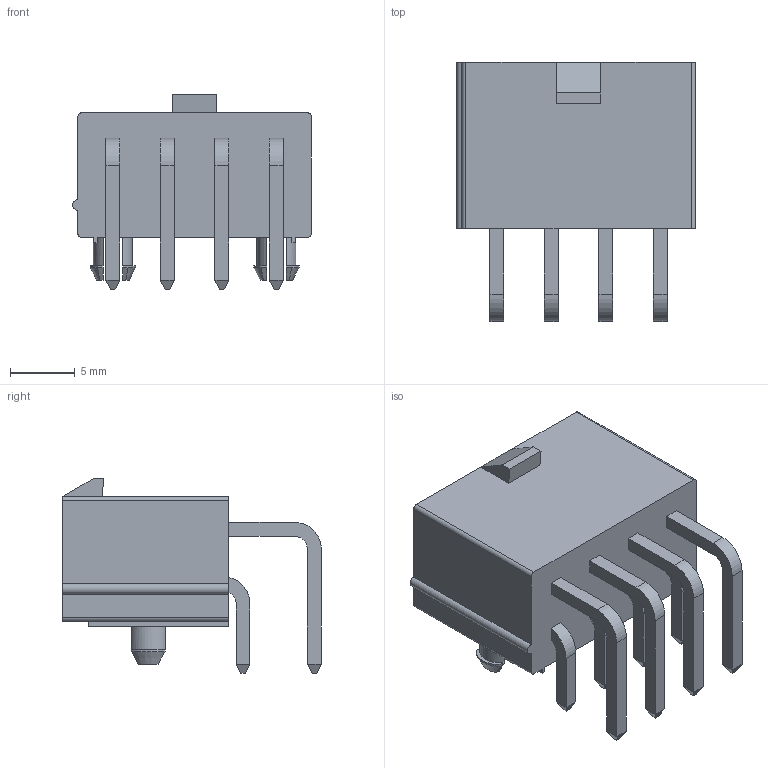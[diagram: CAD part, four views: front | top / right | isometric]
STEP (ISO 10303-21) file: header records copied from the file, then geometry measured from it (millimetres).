
FILE_DESCRIPTION(('FreeCAD Model'),'2;1');
FILE_NAME('MiniFit-JR-5569-08A2_2.step', '2018-03-27T12:22:37',('kicad StepUp'),('ksu MCAD'), 'Open CASCADE STEP processor 6.8','FreeCAD','Unknown');
FILE_SCHEMA(('AUTOMOTIVE_DESIGN_CC2 { 1 2 10303 214 -1 1 5 4 }'));
Length unit declared in the file: millimetre
Products named in the file (2): ASSEMBLY; MiniFit-JR-5569-08A2_2
Assembly tree (1 placements, depth 2):
  ASSEMBLY
    MiniFit-JR-5569-08A2_2
Bounding box: 18.4 x 19.93 x 15 mm (x, y, z)
Volume: 1378.9 mm3; surface area: 2788.4 mm2
Topology: 1 solids, 1 shells, 285 faces, 709 edges, 474 vertices
Faces by surface type: plane 252, cylinder 29, cone 4
Entity records: 10297 total; most frequent: CARTESIAN_POINT 1494, ORIENTED_EDGE 1374, DIRECTION 1363, EDGE_CURVE 687, LINE 613, VECTOR 613, VERTEX_POINT 430, AXIS2_PLACEMENT_3D 375
